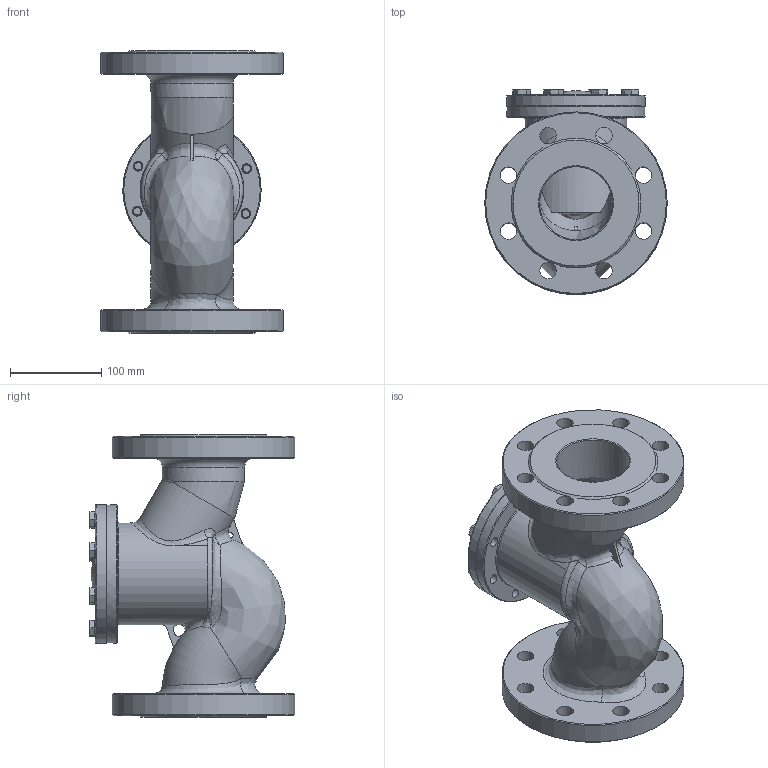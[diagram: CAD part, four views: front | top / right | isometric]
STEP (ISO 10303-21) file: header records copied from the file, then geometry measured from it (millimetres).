
FILE_DESCRIPTION(/* description */ (''),/* implementation_level */ '2;1');
FILE_NAME(/* name */ 'DN80_3D_STEP.stp',/* time_stamp */ '2025-12-02T00:41:41+03:00',/* author */ ('igorr'),/* organization */ (''),/* preprocessor_version */ 'ST-DEVELOPER v20',/* originating_system */ 'Autodesk Inventor 2025',/* authorisation */ '');
FILE_SCHEMA (('AUTOMOTIVE_DESIGN { 1 0 10303 214 3 1 1 }'));
Length unit declared in the file: millimetre
Products named in the file (3): Сборка1; Деталь1; AS 1110 - M10 x 16
Assembly tree (9 placements, depth 2):
  Сборка1
    Деталь1
    AS 1110 - M10 x 16  x8
Bounding box: 200 x 225 x 310 mm (x, y, z)
Volume: 3032143.5 mm3; surface area: 417048.8 mm2
Topology: 9 solids, 10 shells, 383 faces, 940 edges, 583 vertices
Faces by surface type: plane 185, cylinder 71, cone 64, bspline 49, torus 11, sphere 3
Full cylindrical faces by diameter (mm): 10 x8, 10.639 x16, 15 x1, 16 x8, 18 x16, 80 x3, 90 x2, 111.719 x1, 151.428 x2, 200 x2
Entity records: 10957 total; most frequent: CARTESIAN_POINT 5236, ORIENTED_EDGE 1160, DIRECTION 1055, EDGE_CURVE 580, AXIS2_PLACEMENT_3D 435, VERTEX_POINT 373, EDGE_LOOP 285, CIRCLE 232
